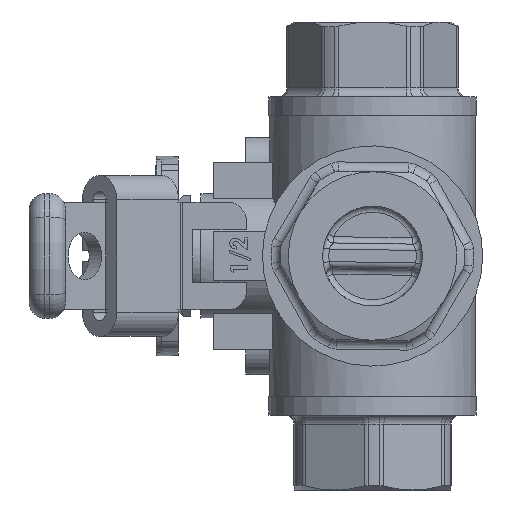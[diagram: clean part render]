
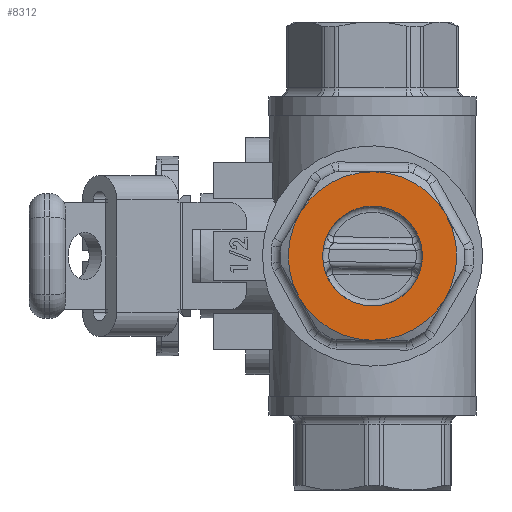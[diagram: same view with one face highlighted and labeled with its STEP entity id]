
A CAD part, left-side view. The second image highlights one B-rep face of the part: STEP entity #8312.
In plain terms, the highlighted planar face has unit normal (-1, 0, 0).
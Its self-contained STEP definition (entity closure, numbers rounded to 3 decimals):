
#2987=ORIENTED_EDGE('',*,*,#4879,.T.);
#2988=ORIENTED_EDGE('',*,*,#4880,.T.);
#2989=ORIENTED_EDGE('',*,*,#4881,.T.);
#2990=ORIENTED_EDGE('',*,*,#4882,.T.);
#2991=ORIENTED_EDGE('',*,*,#4883,.T.);
#2992=ORIENTED_EDGE('',*,*,#4884,.T.);
#2993=ORIENTED_EDGE('',*,*,#4885,.T.);
#4879=EDGE_CURVE('',#5875,#5876,#6527,.T.);
#4880=EDGE_CURVE('',#5876,#5877,#6528,.T.);
#4881=EDGE_CURVE('',#5877,#5878,#6529,.T.);
#4882=EDGE_CURVE('',#5878,#5879,#6530,.T.);
#4883=EDGE_CURVE('',#5879,#5880,#6531,.T.);
#4884=EDGE_CURVE('',#5880,#5875,#6532,.T.);
#4885=EDGE_CURVE('',#5881,#5881,#6533,.T.);
#5875=VERTEX_POINT('',#14277);
#5876=VERTEX_POINT('',#14278);
#5877=VERTEX_POINT('',#14280);
#5878=VERTEX_POINT('',#14282);
#5879=VERTEX_POINT('',#14284);
#5880=VERTEX_POINT('',#14286);
#5881=VERTEX_POINT('',#14289);
#6527=CIRCLE('',#9126,13.5);
#6528=CIRCLE('',#9127,13.5);
#6529=CIRCLE('',#9128,13.5);
#6530=CIRCLE('',#9129,13.5);
#6531=CIRCLE('',#9130,13.5);
#6532=CIRCLE('',#9131,13.5);
#6533=CIRCLE('',#9132,8.);
#6986=EDGE_LOOP('',(#2987,#2988,#2989,#2990,#2991,#2992));
#6987=EDGE_LOOP('',(#2993));
#7556=FACE_BOUND('',#6986,.T.);
#7557=FACE_BOUND('',#6987,.T.);
#7898=PLANE('',#9125);
#8312=ADVANCED_FACE('',(#7556,#7557),#7898,.T.);
#9125=AXIS2_PLACEMENT_3D('',#14275,#10909,#10910);
#9126=AXIS2_PLACEMENT_3D('',#14276,#10911,#10912);
#9127=AXIS2_PLACEMENT_3D('',#14279,#10913,#10914);
#9128=AXIS2_PLACEMENT_3D('',#14281,#10915,#10916);
#9129=AXIS2_PLACEMENT_3D('',#14283,#10917,#10918);
#9130=AXIS2_PLACEMENT_3D('',#14285,#10919,#10920);
#9131=AXIS2_PLACEMENT_3D('',#14287,#10921,#10922);
#9132=AXIS2_PLACEMENT_3D('',#14288,#10923,#10924);
#10909=DIRECTION('',(-1.,0.,0.));
#10910=DIRECTION('',(0.,-0.015,1.));
#10911=DIRECTION('',(-1.,0.,0.));
#10912=DIRECTION('',(0.,-0.015,1.));
#10913=DIRECTION('',(-1.,0.,0.));
#10914=DIRECTION('',(0.,-0.015,1.));
#10915=DIRECTION('',(-1.,0.,0.));
#10916=DIRECTION('',(0.,-0.015,1.));
#10917=DIRECTION('',(-1.,0.,0.));
#10918=DIRECTION('',(0.,-0.015,1.));
#10919=DIRECTION('',(-1.,0.,0.));
#10920=DIRECTION('',(0.,-0.015,1.));
#10921=DIRECTION('',(-1.,0.,0.));
#10922=DIRECTION('',(0.,-0.015,1.));
#10923=DIRECTION('',(1.,0.,0.));
#10924=DIRECTION('',(0.,0.015,-1.));
#14275=CARTESIAN_POINT('',(-34.,8.999,0.131));
#14276=CARTESIAN_POINT('',(-34.,0.,0.));
#14277=CARTESIAN_POINT('',(-34.,-11.788,6.58));
#14278=CARTESIAN_POINT('',(-34.,-0.196,13.499));
#14279=CARTESIAN_POINT('',(-34.,0.,0.));
#14280=CARTESIAN_POINT('',(-34.,11.592,6.919));
#14281=CARTESIAN_POINT('',(-34.,0.,0.));
#14282=CARTESIAN_POINT('',(-34.,11.788,-6.58));
#14283=CARTESIAN_POINT('',(-34.,0.,0.));
#14284=CARTESIAN_POINT('',(-34.,0.196,-13.499));
#14285=CARTESIAN_POINT('',(-34.,0.,0.));
#14286=CARTESIAN_POINT('',(-34.,-11.592,-6.919));
#14287=CARTESIAN_POINT('',(-34.,0.,0.));
#14288=CARTESIAN_POINT('',(-34.,0.,0.));
#14289=CARTESIAN_POINT('',(-34.,0.116,-7.999));
